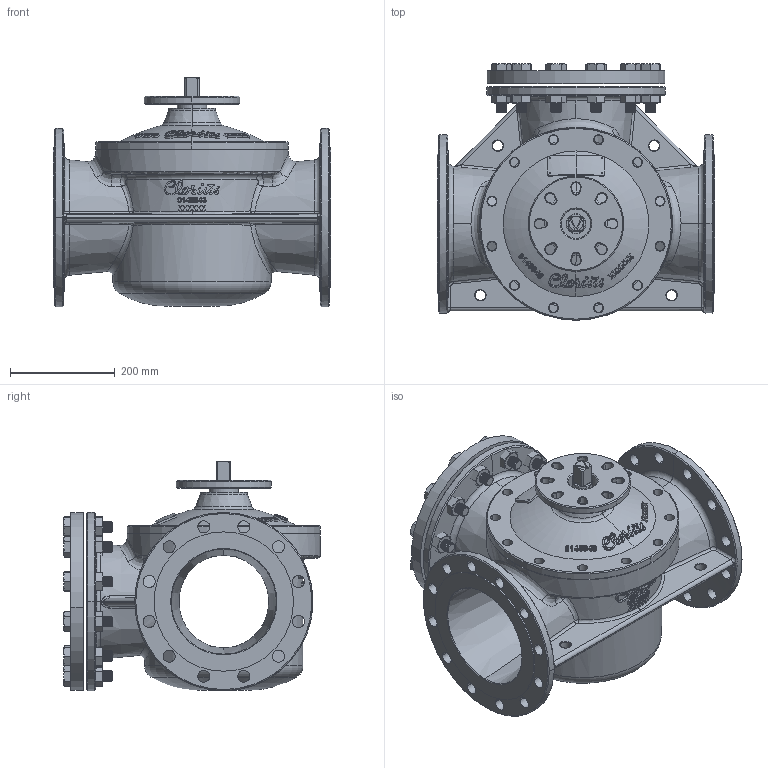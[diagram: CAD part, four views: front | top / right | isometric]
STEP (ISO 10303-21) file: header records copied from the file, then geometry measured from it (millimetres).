
FILE_DESCRIPTION (( 'STEP AP214' ), '1' );
FILE_NAME ('2421000 part.STEP', '2014-10-21T08:48:22', ( 'Broen A/S' ), ( 'Broen A/S' ), 'SwSTEP 2.0', 'SolidWorks 2014', '' );
FILE_SCHEMA (( 'AUTOMOTIVE_DESIGN' ));
Length unit declared in the file: millimetre
Products named in the file (1): 2421000 part
Bounding box: 530 x 489.4 x 437.56 mm (x, y, z)
Surface area: 1593183.3 mm2 (no closed solid volume)
Topology: 0 solids, 85 shells, 1848 faces, 5626 edges, 3729 vertices
Faces by surface type: cylinder 531, cone 504, plane 426, bspline 337, torus 50
Entity records: 106602 total; most frequent: CARTESIAN_POINT 40057, ORIENTED_EDGE 9912, DIRECTION 8371, EDGE_CURVE 5626, VERTEX_POINT 3729, AXIS2_PLACEMENT_3D 3262, EDGE_LOOP 2077, B_SPLINE_CURVE_WITH_KNOTS 1999
